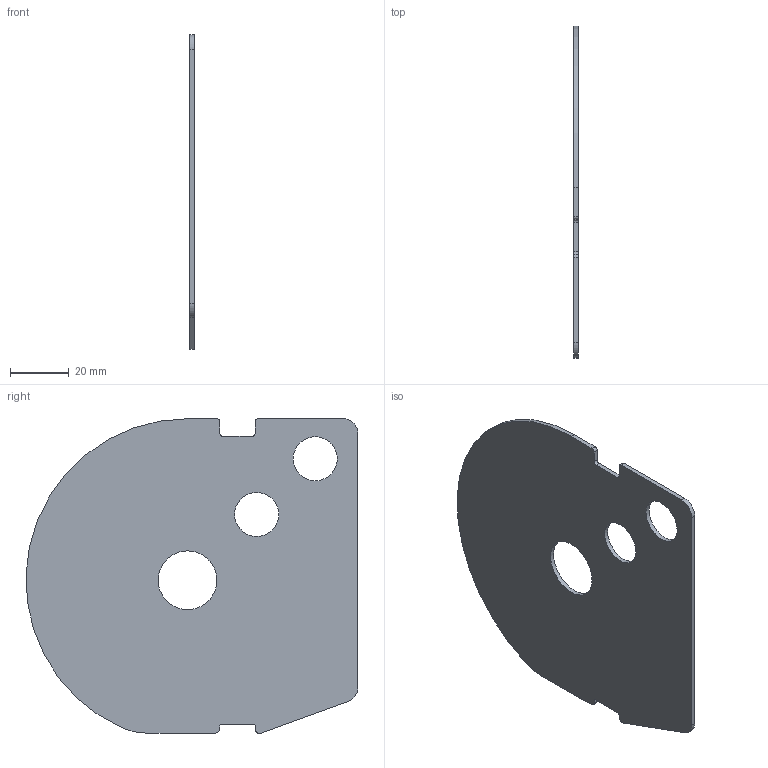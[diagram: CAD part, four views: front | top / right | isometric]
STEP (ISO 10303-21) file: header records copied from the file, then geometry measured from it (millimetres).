
FILE_DESCRIPTION(/* description */ (''),/* implementation_level */ '2;1');
FILE_NAME(/* name */ 'Electronics Endcaps Inner Flange.stp',/* time_stamp */ '2015-01-16T15:54:27-08:00',/* author */ ('Evil Brian'),/* organization */ (''),/* preprocessor_version */ 'ST-DEVELOPER v15.6',/* originating_system */ 'Autodesk Inventor 2015',/* authorisation */ '');
FILE_SCHEMA (('AUTOMOTIVE_DESIGN { 1 0 10303 214 3 1 1 }'));
Length unit declared in the file: millimetre
Products named in the file (1): Electronics Endcaps Inner Flange
Bounding box: 1.5 x 112.96 x 107.1 mm (x, y, z)
Volume: 14908.5 mm3; surface area: 20709.3 mm2
Topology: 1 solids, 1 shells, 28 faces, 78 edges, 52 vertices
Faces by surface type: cylinder 15, plane 13
Full cylindrical faces by diameter (mm): 15 x2, 20 x1
Entity records: 933 total; most frequent: DIRECTION 163, CARTESIAN_POINT 156, ORIENTED_EDGE 150, EDGE_CURVE 75, AXIS2_PLACEMENT_3D 59, VERTEX_POINT 52, LINE 45, VECTOR 45
